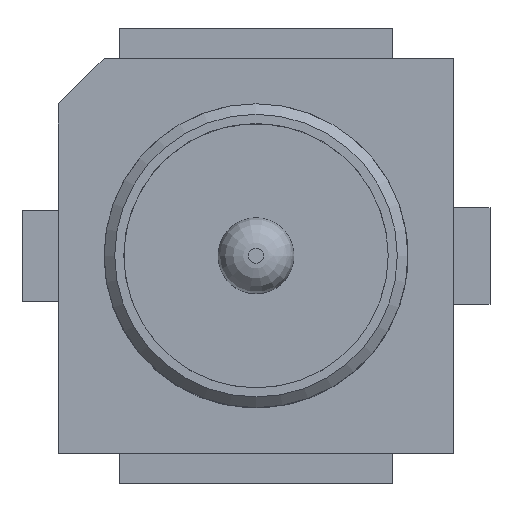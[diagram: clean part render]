
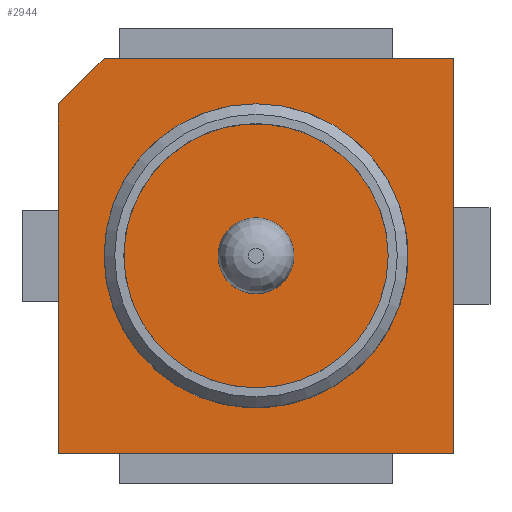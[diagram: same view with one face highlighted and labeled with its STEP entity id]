
A CAD part, top view. The second image highlights one B-rep face of the part: STEP entity #2944.
In plain terms, the highlighted planar face has unit normal (0, 0, 1).
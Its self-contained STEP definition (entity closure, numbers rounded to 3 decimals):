
#1609 = VERTEX_POINT('',#1610);
#1610 = CARTESIAN_POINT('',(-1.3,1.,0.36));
#1616 = EDGE_CURVE('',#1609,#1617,#1619,.T.);
#1617 = VERTEX_POINT('',#1618);
#1618 = CARTESIAN_POINT('',(-1.3,-1.3,0.36));
#1619 = LINE('',#1620,#1621);
#1620 = CARTESIAN_POINT('',(-1.3,1.,0.36));
#1621 = VECTOR('',#1622,1.);
#1622 = DIRECTION('',(0.,-1.,0.));
#2078 = EDGE_CURVE('',#1617,#2079,#2081,.T.);
#2079 = VERTEX_POINT('',#2080);
#2080 = CARTESIAN_POINT('',(1.3,-1.3,0.36));
#2081 = LINE('',#2082,#2083);
#2082 = CARTESIAN_POINT('',(-1.3,-1.3,0.36));
#2083 = VECTOR('',#2084,1.);
#2084 = DIRECTION('',(1.,0.,0.));
#2124 = VERTEX_POINT('',#2125);
#2125 = CARTESIAN_POINT('',(-1.,1.3,0.36));
#2131 = EDGE_CURVE('',#2124,#1609,#2132,.T.);
#2132 = LINE('',#2133,#2134);
#2133 = CARTESIAN_POINT('',(-1.,1.3,0.36));
#2134 = VECTOR('',#2135,1.);
#2135 = DIRECTION('',(-0.707,-0.707,0.));
#2149 = VERTEX_POINT('',#2150);
#2150 = CARTESIAN_POINT('',(1.3,1.3,0.36));
#2156 = EDGE_CURVE('',#2149,#2124,#2157,.T.);
#2157 = LINE('',#2158,#2159);
#2158 = CARTESIAN_POINT('',(1.3,1.3,0.36));
#2159 = VECTOR('',#2160,1.);
#2160 = DIRECTION('',(-1.,0.,0.));
#2244 = VERTEX_POINT('',#2245);
#2245 = CARTESIAN_POINT('',(-0.225,0.84,0.36));
#2251 = EDGE_CURVE('',#2252,#2244,#2254,.T.);
#2252 = VERTEX_POINT('',#2253);
#2253 = CARTESIAN_POINT('',(-0.225,0.974,0.36));
#2254 = LINE('',#2255,#2256);
#2255 = CARTESIAN_POINT('',(-0.225,0.974,0.36));
#2256 = VECTOR('',#2257,1.);
#2257 = DIRECTION('',(0.,-1.,0.));
#2283 = VERTEX_POINT('',#2284);
#2284 = CARTESIAN_POINT('',(0.225,0.84,0.36));
#2290 = EDGE_CURVE('',#2244,#2283,#2291,.T.);
#2291 = CIRCLE('',#2292,0.87);
#2292 = AXIS2_PLACEMENT_3D('',#2293,#2294,#2295);
#2293 = CARTESIAN_POINT('',(0.,0.,0.36));
#2294 = DIRECTION('',(0.,0.,-1.));
#2295 = DIRECTION('',(1.,0.,0.));
#2325 = VERTEX_POINT('',#2326);
#2326 = CARTESIAN_POINT('',(0.225,0.974,0.36));
#2332 = EDGE_CURVE('',#2283,#2325,#2333,.T.);
#2333 = LINE('',#2334,#2335);
#2334 = CARTESIAN_POINT('',(0.225,0.317,0.36));
#2335 = VECTOR('',#2336,1.);
#2336 = DIRECTION('',(0.,1.,0.));
#2390 = EDGE_CURVE('',#2079,#2149,#2391,.T.);
#2391 = LINE('',#2392,#2393);
#2392 = CARTESIAN_POINT('',(1.3,-1.3,0.36));
#2393 = VECTOR('',#2394,1.);
#2394 = DIRECTION('',(0.,1.,0.));
#2431 = VERTEX_POINT('',#2432);
#2432 = CARTESIAN_POINT('',(0.81,0.317,0.36));
#2438 = EDGE_CURVE('',#2439,#2431,#2441,.T.);
#2439 = VERTEX_POINT('',#2440);
#2440 = CARTESIAN_POINT('',(0.948,0.317,0.36));
#2441 = LINE('',#2442,#2443);
#2442 = CARTESIAN_POINT('',(0.948,0.317,0.36));
#2443 = VECTOR('',#2444,1.);
#2444 = DIRECTION('',(-1.,0.,0.));
#2479 = VERTEX_POINT('',#2480);
#2480 = CARTESIAN_POINT('',(0.948,-0.317,0.36));
#2486 = EDGE_CURVE('',#2479,#2487,#2489,.T.);
#2487 = VERTEX_POINT('',#2488);
#2488 = CARTESIAN_POINT('',(0.81,-0.317,0.36));
#2489 = LINE('',#2490,#2491);
#2490 = CARTESIAN_POINT('',(0.948,-0.317,0.36));
#2491 = VECTOR('',#2492,1.);
#2492 = DIRECTION('',(-1.,0.,0.));
#2558 = VERTEX_POINT('',#2559);
#2559 = CARTESIAN_POINT('',(0.225,-0.84,0.36));
#2565 = EDGE_CURVE('',#2558,#2566,#2568,.T.);
#2566 = VERTEX_POINT('',#2567);
#2567 = CARTESIAN_POINT('',(0.225,-0.974,0.36));
#2568 = LINE('',#2569,#2570);
#2569 = CARTESIAN_POINT('',(0.225,-0.317,0.36));
#2570 = VECTOR('',#2571,1.);
#2571 = DIRECTION('',(0.,-1.,0.));
#2596 = EDGE_CURVE('',#2558,#2597,#2599,.T.);
#2597 = VERTEX_POINT('',#2598);
#2598 = CARTESIAN_POINT('',(-0.225,-0.84,0.36));
#2599 = CIRCLE('',#2600,0.87);
#2600 = AXIS2_PLACEMENT_3D('',#2601,#2602,#2603);
#2601 = CARTESIAN_POINT('',(0.,0.,0.36));
#2602 = DIRECTION('',(0.,0.,-1.));
#2603 = DIRECTION('',(1.,0.,0.));
#2639 = VERTEX_POINT('',#2640);
#2640 = CARTESIAN_POINT('',(-0.225,-0.974,0.36));
#2646 = EDGE_CURVE('',#2597,#2639,#2647,.T.);
#2647 = LINE('',#2648,#2649);
#2648 = CARTESIAN_POINT('',(-0.225,0.974,0.36));
#2649 = VECTOR('',#2650,1.);
#2650 = DIRECTION('',(0.,-1.,0.));
#2818 = VERTEX_POINT('',#2819);
#2819 = CARTESIAN_POINT('',(0.25,0.,0.36));
#2825 = EDGE_CURVE('',#2818,#2818,#2826,.T.);
#2826 = CIRCLE('',#2827,0.25);
#2827 = AXIS2_PLACEMENT_3D('',#2828,#2829,#2830);
#2828 = CARTESIAN_POINT('',(0.,0.,0.36));
#2829 = DIRECTION('',(0.,0.,-1.));
#2830 = DIRECTION('',(1.,0.,0.));
#2864 = EDGE_CURVE('',#2252,#2325,#2865,.T.);
#2865 = CIRCLE('',#2866,1.);
#2866 = AXIS2_PLACEMENT_3D('',#2867,#2868,#2869);
#2867 = CARTESIAN_POINT('',(0.,0.,0.36));
#2868 = DIRECTION('',(0.,0.,-1.));
#2869 = DIRECTION('',(1.,0.,0.));
#2887 = EDGE_CURVE('',#2566,#2639,#2888,.T.);
#2888 = CIRCLE('',#2889,1.);
#2889 = AXIS2_PLACEMENT_3D('',#2890,#2891,#2892);
#2890 = CARTESIAN_POINT('',(0.,0.,0.36));
#2891 = DIRECTION('',(0.,0.,-1.));
#2892 = DIRECTION('',(1.,0.,0.));
#2944 = ADVANCED_FACE('',(#2945,#2952,#2955,#2991,#2997),#3003,.T.);
#2945 = FACE_BOUND('',#2946,.T.);
#2946 = EDGE_LOOP('',(#2947,#2948,#2949,#2950,#2951));
#2947 = ORIENTED_EDGE('',*,*,#1616,.T.);
#2948 = ORIENTED_EDGE('',*,*,#2078,.T.);
#2949 = ORIENTED_EDGE('',*,*,#2390,.T.);
#2950 = ORIENTED_EDGE('',*,*,#2156,.T.);
#2951 = ORIENTED_EDGE('',*,*,#2131,.T.);
#2952 = FACE_BOUND('',#2953,.T.);
#2953 = EDGE_LOOP('',(#2954));
#2954 = ORIENTED_EDGE('',*,*,#2825,.T.);
#2955 = FACE_BOUND('',#2956,.T.);
#2956 = EDGE_LOOP('',(#2957,#2966,#2967,#2976,#2983,#2984));
#2957 = ORIENTED_EDGE('',*,*,#2958,.T.);
#2958 = EDGE_CURVE('',#2959,#2479,#2961,.T.);
#2959 = VERTEX_POINT('',#2960);
#2960 = CARTESIAN_POINT('',(1.,0.,0.36));
#2961 = CIRCLE('',#2962,1.);
#2962 = AXIS2_PLACEMENT_3D('',#2963,#2964,#2965);
#2963 = CARTESIAN_POINT('',(0.,0.,0.36));
#2964 = DIRECTION('',(0.,0.,-1.));
#2965 = DIRECTION('',(1.,0.,0.));
#2966 = ORIENTED_EDGE('',*,*,#2486,.T.);
#2967 = ORIENTED_EDGE('',*,*,#2968,.F.);
#2968 = EDGE_CURVE('',#2969,#2487,#2971,.T.);
#2969 = VERTEX_POINT('',#2970);
#2970 = CARTESIAN_POINT('',(0.87,0.,0.36));
#2971 = CIRCLE('',#2972,0.87);
#2972 = AXIS2_PLACEMENT_3D('',#2973,#2974,#2975);
#2973 = CARTESIAN_POINT('',(0.,0.,0.36));
#2974 = DIRECTION('',(0.,0.,-1.));
#2975 = DIRECTION('',(1.,0.,0.));
#2976 = ORIENTED_EDGE('',*,*,#2977,.F.);
#2977 = EDGE_CURVE('',#2431,#2969,#2978,.T.);
#2978 = CIRCLE('',#2979,0.87);
#2979 = AXIS2_PLACEMENT_3D('',#2980,#2981,#2982);
#2980 = CARTESIAN_POINT('',(0.,0.,0.36));
#2981 = DIRECTION('',(0.,0.,-1.));
#2982 = DIRECTION('',(1.,0.,0.));
#2983 = ORIENTED_EDGE('',*,*,#2438,.F.);
#2984 = ORIENTED_EDGE('',*,*,#2985,.T.);
#2985 = EDGE_CURVE('',#2439,#2959,#2986,.T.);
#2986 = CIRCLE('',#2987,1.);
#2987 = AXIS2_PLACEMENT_3D('',#2988,#2989,#2990);
#2988 = CARTESIAN_POINT('',(0.,0.,0.36));
#2989 = DIRECTION('',(0.,0.,-1.));
#2990 = DIRECTION('',(1.,0.,0.));
#2991 = FACE_BOUND('',#2992,.T.);
#2992 = EDGE_LOOP('',(#2993,#2994,#2995,#2996));
#2993 = ORIENTED_EDGE('',*,*,#2887,.T.);
#2994 = ORIENTED_EDGE('',*,*,#2646,.F.);
#2995 = ORIENTED_EDGE('',*,*,#2596,.F.);
#2996 = ORIENTED_EDGE('',*,*,#2565,.T.);
#2997 = FACE_BOUND('',#2998,.T.);
#2998 = EDGE_LOOP('',(#2999,#3000,#3001,#3002));
#2999 = ORIENTED_EDGE('',*,*,#2864,.T.);
#3000 = ORIENTED_EDGE('',*,*,#2332,.F.);
#3001 = ORIENTED_EDGE('',*,*,#2290,.F.);
#3002 = ORIENTED_EDGE('',*,*,#2251,.F.);
#3003 = PLANE('',#3004);
#3004 = AXIS2_PLACEMENT_3D('',#3005,#3006,#3007);
#3005 = CARTESIAN_POINT('',(0.024,-0.024,0.36)
  );
#3006 = DIRECTION('',(-0.,0.,1.));
#3007 = DIRECTION('',(0.,1.,-0.));
